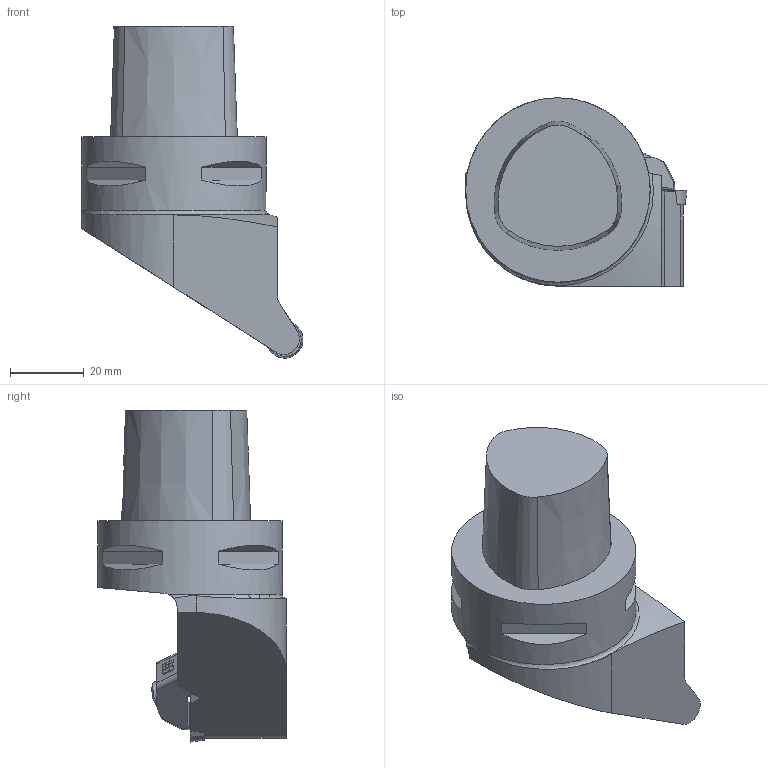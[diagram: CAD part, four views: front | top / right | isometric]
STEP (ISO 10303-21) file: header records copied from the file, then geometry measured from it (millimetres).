
FILE_DESCRIPTION(/* description */ (''),/* implementation_level */ '2;1');
FILE_NAME(/* name */ 'C5-DRSCL-35060-10JETI_Basic.stp',/* time_stamp */ '2024-01-31T14:48:36+05:00',/* author */ (''),/* organization */ (''),/* preprocessor_version */ 'ST-DEVELOPER v16.7',/* originating_system */ 'SIEMENS PLM Software NX 12.0',/* authorisation */ '');
FILE_SCHEMA (('AUTOMOTIVE_DESIGN { 1 0 10303 214 3 1 1 1 }'));
Length unit declared in the file: millimetre
Products named in the file (4): CUT; NOCUT; ASSEMBLY_CONSTRUCTION; A2678273_01_stp_stp
Assembly tree (3 placements, depth 2):
  A2678273_01_stp_stp
    ASSEMBLY_CONSTRUCTION
    NOCUT
    CUT
Bounding box: 60.16 x 51 x 89.98 mm (x, y, z)
Volume: 98515.6 mm3; surface area: 15774.6 mm2
Topology: 2 solids, 2 shells, 243 faces, 681 edges, 457 vertices
Faces by surface type: plane 101, extrusion 80, cylinder 49, cone 11, torus 1, sphere 1
Full cylindrical faces by diameter (mm): 4 x2, 6 x1, 6.4 x1, 6.7 x1, 50 x1
Entity records: 8869 total; most frequent: CARTESIAN_POINT 2758, ORIENTED_EDGE 1332, DIRECTION 1018, EDGE_CURVE 666, VERTEX_POINT 445, VECTOR 434, LINE 354, AXIS2_PLACEMENT_3D 292
